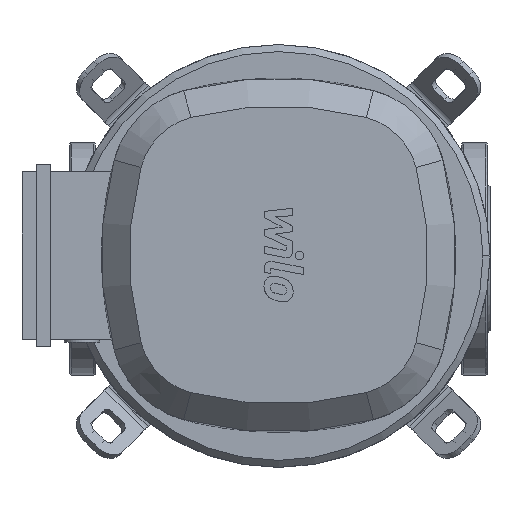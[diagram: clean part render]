
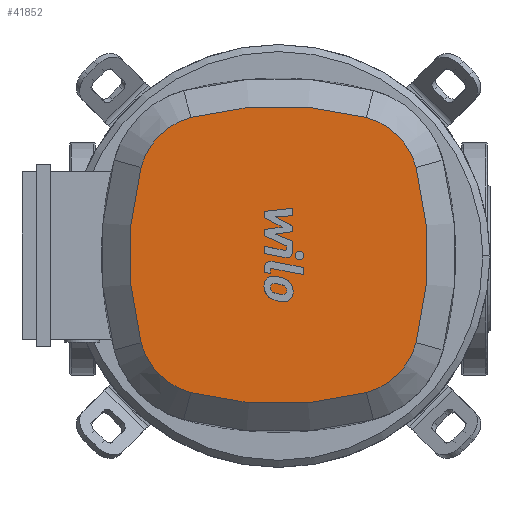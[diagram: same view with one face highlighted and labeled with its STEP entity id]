
A CAD part, top view. The second image highlights one B-rep face of the part: STEP entity #41852.
In plain terms, the highlighted planar face has unit normal (0, 0, 1).
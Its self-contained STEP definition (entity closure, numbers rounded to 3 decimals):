
#41487=CARTESIAN_POINT('',(-97.576,-62.222,1638.0));
#41488=VERTEX_POINT('',#41487);
#41506=CARTESIAN_POINT('',(-62.222,-97.576,1638.0));
#41507=VERTEX_POINT('',#41506);
#41514=CARTESIAN_POINT('',(-49.321,-49.321,1638.0));
#41515=DIRECTION('',(0.0,0.0,-1.0));
#41516=DIRECTION('',(0.0,-1.0,0.0));
#41517=AXIS2_PLACEMENT_3D('',#41514,#41515,#41516);
#41518=CIRCLE('',#41517,49.95);
#41519=EDGE_CURVE('',#41507,#41488,#41518,.T.);
#41529=CARTESIAN_POINT('',(-97.576,62.222,1638.0));
#41530=VERTEX_POINT('',#41529);
#41547=CARTESIAN_POINT('',(135.155,0.,1638.0));
#41548=DIRECTION('',(0.0,0.0,-1.0));
#41549=DIRECTION('',(-0.966,0.258,0.0));
#41550=AXIS2_PLACEMENT_3D('',#41547,#41548,#41549);
#41551=CIRCLE('',#41550,240.905);
#41552=EDGE_CURVE('',#41488,#41530,#41551,.T.);
#41564=CARTESIAN_POINT('',(62.222,-97.576,1638.0));
#41565=VERTEX_POINT('',#41564);
#41572=CARTESIAN_POINT('',(0.,135.155,1638.0));
#41573=DIRECTION('',(0.0,0.0,-1.0));
#41574=DIRECTION('',(-0.258,-0.966,0.0));
#41575=AXIS2_PLACEMENT_3D('',#41572,#41573,#41574);
#41576=CIRCLE('',#41575,240.905);
#41577=EDGE_CURVE('',#41565,#41507,#41576,.T.);
#41595=CARTESIAN_POINT('',(-62.222,97.576,1638.0));
#41596=VERTEX_POINT('',#41595);
#41613=CARTESIAN_POINT('',(-49.321,49.321,1638.0));
#41614=DIRECTION('',(0.0,0.0,-1.0));
#41615=DIRECTION('',(-1.0,0.0,0.0));
#41616=AXIS2_PLACEMENT_3D('',#41613,#41614,#41615);
#41617=CIRCLE('',#41616,49.95);
#41618=EDGE_CURVE('',#41530,#41596,#41617,.T.);
#41630=CARTESIAN_POINT('',(97.576,-62.222,1638.0));
#41631=VERTEX_POINT('',#41630);
#41638=CARTESIAN_POINT('',(49.321,-49.321,1638.0));
#41639=DIRECTION('',(0.0,0.0,-1.0));
#41640=DIRECTION('',(1.0,0.0,0.0));
#41641=AXIS2_PLACEMENT_3D('',#41638,#41639,#41640);
#41642=CIRCLE('',#41641,49.95);
#41643=EDGE_CURVE('',#41631,#41565,#41642,.T.);
#41661=CARTESIAN_POINT('',(62.222,97.576,1638.0));
#41662=VERTEX_POINT('',#41661);
#41679=CARTESIAN_POINT('',(0.,-135.155,1638.0));
#41680=DIRECTION('',(0.0,0.0,-1.0));
#41681=DIRECTION('',(0.258,0.966,0.0));
#41682=AXIS2_PLACEMENT_3D('',#41679,#41680,#41681);
#41683=CIRCLE('',#41682,240.905);
#41684=EDGE_CURVE('',#41596,#41662,#41683,.T.);
#41696=CARTESIAN_POINT('',(97.576,62.222,1638.0));
#41697=VERTEX_POINT('',#41696);
#41704=CARTESIAN_POINT('',(-135.155,0.,1638.0));
#41705=DIRECTION('',(0.0,0.0,-1.0));
#41706=DIRECTION('',(0.966,-0.258,0.0));
#41707=AXIS2_PLACEMENT_3D('',#41704,#41705,#41706);
#41708=CIRCLE('',#41707,240.905);
#41709=EDGE_CURVE('',#41697,#41631,#41708,.T.);
#41728=CARTESIAN_POINT('',(49.321,49.321,1638.0));
#41729=DIRECTION('',(0.0,0.0,-1.0));
#41730=DIRECTION('',(0.0,1.0,0.0));
#41731=AXIS2_PLACEMENT_3D('',#41728,#41729,#41730);
#41732=CIRCLE('',#41731,49.95);
#41733=EDGE_CURVE('',#41662,#41697,#41732,.T.);
#41837=CARTESIAN_POINT('',(108.463,0.,1638.0));
#41838=DIRECTION('',(0.0,0.0,1.0));
#41839=DIRECTION('',(-1.0,0.0,0.0));
#41840=AXIS2_PLACEMENT_3D('',#41837,#41838,#41839);
#41841=PLANE('',#41840);
#41842=ORIENTED_EDGE('',*,*,#41519,.F.);
#41843=ORIENTED_EDGE('',*,*,#41577,.F.);
#41844=ORIENTED_EDGE('',*,*,#41643,.F.);
#41845=ORIENTED_EDGE('',*,*,#41709,.F.);
#41846=ORIENTED_EDGE('',*,*,#41733,.F.);
#41847=ORIENTED_EDGE('',*,*,#41684,.F.);
#41848=ORIENTED_EDGE('',*,*,#41618,.F.);
#41849=ORIENTED_EDGE('',*,*,#41552,.F.);
#41850=EDGE_LOOP('',(#41842,#41843,#41844,#41845,#41846,#41847,#41848,#41849));
#41851=FACE_OUTER_BOUND('',#41850,.T.);
#41852=ADVANCED_FACE('',(#41851),#41841,.T.);
